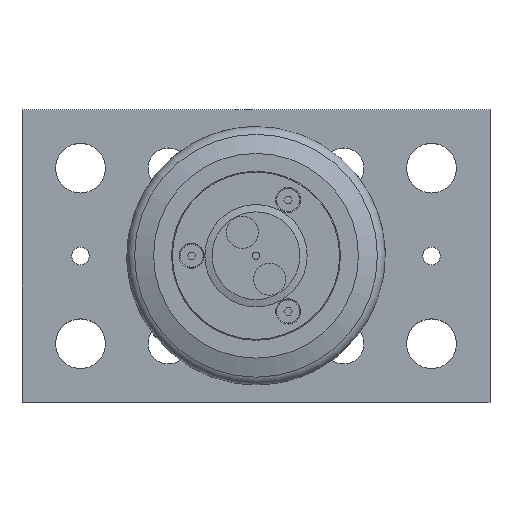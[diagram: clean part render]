
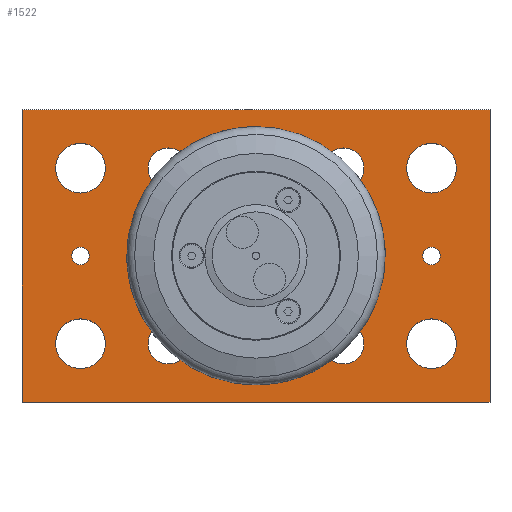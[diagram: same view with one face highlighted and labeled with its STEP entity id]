
A CAD part, top view. The second image highlights one B-rep face of the part: STEP entity #1522.
In plain terms, the highlighted planar face has unit normal (0, 0, 1).
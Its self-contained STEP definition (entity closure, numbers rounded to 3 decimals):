
#52=FACE_BOUND('',#377,.T.);
#53=FACE_BOUND('',#378,.T.);
#54=FACE_BOUND('',#379,.T.);
#55=FACE_BOUND('',#380,.T.);
#56=FACE_BOUND('',#381,.T.);
#57=FACE_BOUND('',#382,.T.);
#58=FACE_BOUND('',#383,.T.);
#59=FACE_BOUND('',#384,.T.);
#60=FACE_BOUND('',#385,.T.);
#61=FACE_BOUND('',#386,.T.);
#62=FACE_BOUND('',#387,.T.);
#142=CIRCLE('',#1694,29.);
#149=CIRCLE('',#1705,3.);
#150=CIRCLE('',#1706,3.);
#151=CIRCLE('',#1707,8.5);
#152=CIRCLE('',#1708,8.5);
#153=CIRCLE('',#1709,8.5);
#154=CIRCLE('',#1710,8.5);
#155=CIRCLE('',#1711,6.918);
#156=CIRCLE('',#1712,6.918);
#157=CIRCLE('',#1713,6.918);
#158=CIRCLE('',#1714,6.918);
#159=CIRCLE('',#1715,6.918);
#160=CIRCLE('',#1716,6.918);
#161=CIRCLE('',#1717,6.918);
#162=CIRCLE('',#1718,6.918);
#272=FACE_OUTER_BOUND('',#376,.T.);
#376=EDGE_LOOP('',(#1305,#1306,#1307,#1308));
#377=EDGE_LOOP('',(#1309));
#378=EDGE_LOOP('',(#1310));
#379=EDGE_LOOP('',(#1311));
#380=EDGE_LOOP('',(#1312));
#381=EDGE_LOOP('',(#1313));
#382=EDGE_LOOP('',(#1314));
#383=EDGE_LOOP('',(#1315,#1316));
#384=EDGE_LOOP('',(#1317,#1318));
#385=EDGE_LOOP('',(#1319,#1320));
#386=EDGE_LOOP('',(#1321,#1322));
#387=EDGE_LOOP('',(#1323));
#497=LINE('',#2645,#602);
#498=LINE('',#2647,#603);
#499=LINE('',#2649,#604);
#500=LINE('',#2650,#605);
#602=VECTOR('',#2122,10.);
#603=VECTOR('',#2123,10.);
#604=VECTOR('',#2124,10.);
#605=VECTOR('',#2125,10.);
#732=VERTEX_POINT('',#2622);
#739=VERTEX_POINT('',#2643);
#740=VERTEX_POINT('',#2644);
#741=VERTEX_POINT('',#2646);
#742=VERTEX_POINT('',#2648);
#743=VERTEX_POINT('',#2651);
#744=VERTEX_POINT('',#2653);
#745=VERTEX_POINT('',#2655);
#746=VERTEX_POINT('',#2657);
#747=VERTEX_POINT('',#2659);
#748=VERTEX_POINT('',#2661);
#749=VERTEX_POINT('',#2663);
#750=VERTEX_POINT('',#2664);
#751=VERTEX_POINT('',#2667);
#752=VERTEX_POINT('',#2668);
#753=VERTEX_POINT('',#2671);
#754=VERTEX_POINT('',#2672);
#755=VERTEX_POINT('',#2675);
#756=VERTEX_POINT('',#2676);
#926=EDGE_CURVE('',#732,#732,#142,.T.);
#935=EDGE_CURVE('',#739,#740,#497,.T.);
#936=EDGE_CURVE('',#741,#739,#498,.T.);
#937=EDGE_CURVE('',#742,#741,#499,.T.);
#938=EDGE_CURVE('',#740,#742,#500,.T.);
#939=EDGE_CURVE('',#743,#743,#149,.T.);
#940=EDGE_CURVE('',#744,#744,#150,.T.);
#941=EDGE_CURVE('',#745,#745,#151,.T.);
#942=EDGE_CURVE('',#746,#746,#152,.T.);
#943=EDGE_CURVE('',#747,#747,#153,.T.);
#944=EDGE_CURVE('',#748,#748,#154,.T.);
#945=EDGE_CURVE('',#749,#750,#155,.T.);
#946=EDGE_CURVE('',#750,#749,#156,.T.);
#947=EDGE_CURVE('',#751,#752,#157,.T.);
#948=EDGE_CURVE('',#752,#751,#158,.T.);
#949=EDGE_CURVE('',#753,#754,#159,.T.);
#950=EDGE_CURVE('',#754,#753,#160,.T.);
#951=EDGE_CURVE('',#755,#756,#161,.T.);
#952=EDGE_CURVE('',#756,#755,#162,.T.);
#1305=ORIENTED_EDGE('',*,*,#935,.F.);
#1306=ORIENTED_EDGE('',*,*,#936,.F.);
#1307=ORIENTED_EDGE('',*,*,#937,.F.);
#1308=ORIENTED_EDGE('',*,*,#938,.F.);
#1309=ORIENTED_EDGE('',*,*,#939,.T.);
#1310=ORIENTED_EDGE('',*,*,#940,.T.);
#1311=ORIENTED_EDGE('',*,*,#941,.T.);
#1312=ORIENTED_EDGE('',*,*,#942,.T.);
#1313=ORIENTED_EDGE('',*,*,#943,.T.);
#1314=ORIENTED_EDGE('',*,*,#944,.T.);
#1315=ORIENTED_EDGE('',*,*,#945,.T.);
#1316=ORIENTED_EDGE('',*,*,#946,.T.);
#1317=ORIENTED_EDGE('',*,*,#947,.T.);
#1318=ORIENTED_EDGE('',*,*,#948,.T.);
#1319=ORIENTED_EDGE('',*,*,#949,.T.);
#1320=ORIENTED_EDGE('',*,*,#950,.T.);
#1321=ORIENTED_EDGE('',*,*,#951,.T.);
#1322=ORIENTED_EDGE('',*,*,#952,.T.);
#1323=ORIENTED_EDGE('',*,*,#926,.T.);
#1448=PLANE('',#1704);
#1522=ADVANCED_FACE('',(#272,#52,#53,#54,#55,#56,#57,#58,#59,#60,#61,#62),
#1448,.T.);
#1694=AXIS2_PLACEMENT_3D('',#2624,#2098,#2099);
#1704=AXIS2_PLACEMENT_3D('',#2642,#2120,#2121);
#1705=AXIS2_PLACEMENT_3D('',#2652,#2126,#2127);
#1706=AXIS2_PLACEMENT_3D('',#2654,#2128,#2129);
#1707=AXIS2_PLACEMENT_3D('',#2656,#2130,#2131);
#1708=AXIS2_PLACEMENT_3D('',#2658,#2132,#2133);
#1709=AXIS2_PLACEMENT_3D('',#2660,#2134,#2135);
#1710=AXIS2_PLACEMENT_3D('',#2662,#2136,#2137);
#1711=AXIS2_PLACEMENT_3D('',#2665,#2138,#2139);
#1712=AXIS2_PLACEMENT_3D('',#2666,#2140,#2141);
#1713=AXIS2_PLACEMENT_3D('',#2669,#2142,#2143);
#1714=AXIS2_PLACEMENT_3D('',#2670,#2144,#2145);
#1715=AXIS2_PLACEMENT_3D('',#2673,#2146,#2147);
#1716=AXIS2_PLACEMENT_3D('',#2674,#2148,#2149);
#1717=AXIS2_PLACEMENT_3D('',#2677,#2150,#2151);
#1718=AXIS2_PLACEMENT_3D('',#2678,#2152,#2153);
#2098=DIRECTION('center_axis',(0.,0.,-1.));
#2099=DIRECTION('ref_axis',(0.,1.,0.));
#2120=DIRECTION('center_axis',(0.,0.,1.));
#2121=DIRECTION('ref_axis',(1.,0.,0.));
#2122=DIRECTION('',(0.,1.,0.));
#2123=DIRECTION('',(-1.,0.,0.));
#2124=DIRECTION('',(0.,-1.,0.));
#2125=DIRECTION('',(1.,0.,0.));
#2126=DIRECTION('center_axis',(0.,0.,-1.));
#2127=DIRECTION('ref_axis',(-1.,0.,0.));
#2128=DIRECTION('center_axis',(0.,0.,-1.));
#2129=DIRECTION('ref_axis',(-1.,0.,0.));
#2130=DIRECTION('center_axis',(0.,0.,-1.));
#2131=DIRECTION('ref_axis',(-1.,0.,0.));
#2132=DIRECTION('center_axis',(0.,0.,-1.));
#2133=DIRECTION('ref_axis',(-1.,0.,0.));
#2134=DIRECTION('center_axis',(0.,0.,-1.));
#2135=DIRECTION('ref_axis',(-1.,0.,0.));
#2136=DIRECTION('center_axis',(0.,0.,-1.));
#2137=DIRECTION('ref_axis',(-1.,0.,0.));
#2138=DIRECTION('center_axis',(0.,0.,-1.));
#2139=DIRECTION('ref_axis',(1.,0.,0.));
#2140=DIRECTION('center_axis',(0.,0.,-1.));
#2141=DIRECTION('ref_axis',(1.,0.,0.));
#2142=DIRECTION('center_axis',(0.,0.,-1.));
#2143=DIRECTION('ref_axis',(1.,0.,0.));
#2144=DIRECTION('center_axis',(0.,0.,-1.));
#2145=DIRECTION('ref_axis',(1.,0.,0.));
#2146=DIRECTION('center_axis',(0.,0.,-1.));
#2147=DIRECTION('ref_axis',(1.,0.,0.));
#2148=DIRECTION('center_axis',(0.,0.,-1.));
#2149=DIRECTION('ref_axis',(1.,0.,0.));
#2150=DIRECTION('center_axis',(0.,0.,-1.));
#2151=DIRECTION('ref_axis',(1.,0.,0.));
#2152=DIRECTION('center_axis',(0.,0.,-1.));
#2153=DIRECTION('ref_axis',(1.,0.,0.));
#2622=CARTESIAN_POINT('',(80.,21.,20.));
#2624=CARTESIAN_POINT('Origin',(80.,50.,20.));
#2642=CARTESIAN_POINT('Origin',(80.,50.,20.));
#2643=CARTESIAN_POINT('',(0.,0.,20.));
#2644=CARTESIAN_POINT('',(0.,100.,20.));
#2645=CARTESIAN_POINT('',(0.,100.,20.));
#2646=CARTESIAN_POINT('',(160.,0.,20.));
#2647=CARTESIAN_POINT('',(0.,0.,20.));
#2648=CARTESIAN_POINT('',(160.,100.,20.));
#2649=CARTESIAN_POINT('',(160.,0.,20.));
#2650=CARTESIAN_POINT('',(160.,100.,20.));
#2651=CARTESIAN_POINT('',(143.,50.,20.));
#2652=CARTESIAN_POINT('Origin',(140.,50.,20.));
#2653=CARTESIAN_POINT('',(23.,50.,20.));
#2654=CARTESIAN_POINT('Origin',(20.,50.,20.));
#2655=CARTESIAN_POINT('',(148.5,80.,20.));
#2656=CARTESIAN_POINT('Origin',(140.,80.,20.));
#2657=CARTESIAN_POINT('',(28.5,80.,20.));
#2658=CARTESIAN_POINT('Origin',(20.,80.,20.));
#2659=CARTESIAN_POINT('',(148.5,20.,20.));
#2660=CARTESIAN_POINT('Origin',(140.,20.,20.));
#2661=CARTESIAN_POINT('',(28.5,20.,20.));
#2662=CARTESIAN_POINT('Origin',(20.,20.,20.));
#2663=CARTESIAN_POINT('',(56.918,80.,20.));
#2664=CARTESIAN_POINT('',(43.083,80.,20.));
#2665=CARTESIAN_POINT('Origin',(50.,80.,20.));
#2666=CARTESIAN_POINT('Origin',(50.,80.,20.));
#2667=CARTESIAN_POINT('',(116.918,80.,20.));
#2668=CARTESIAN_POINT('',(103.083,80.,20.));
#2669=CARTESIAN_POINT('Origin',(110.,80.,20.));
#2670=CARTESIAN_POINT('Origin',(110.,80.,20.));
#2671=CARTESIAN_POINT('',(116.918,20.,20.));
#2672=CARTESIAN_POINT('',(103.083,20.,20.));
#2673=CARTESIAN_POINT('Origin',(110.,20.,20.));
#2674=CARTESIAN_POINT('Origin',(110.,20.,20.));
#2675=CARTESIAN_POINT('',(56.918,20.,20.));
#2676=CARTESIAN_POINT('',(43.083,20.,20.));
#2677=CARTESIAN_POINT('Origin',(50.,20.,20.));
#2678=CARTESIAN_POINT('Origin',(50.,20.,20.));
